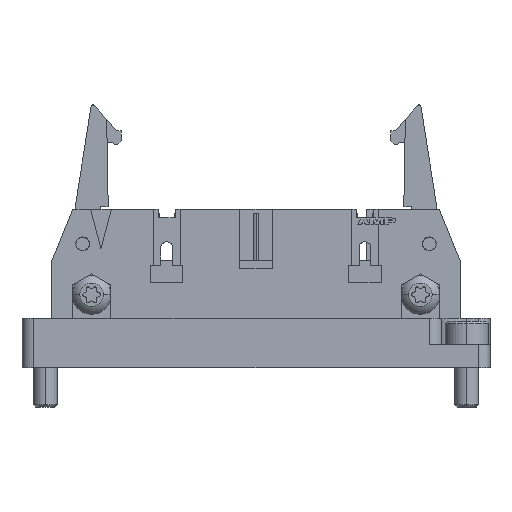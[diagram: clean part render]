
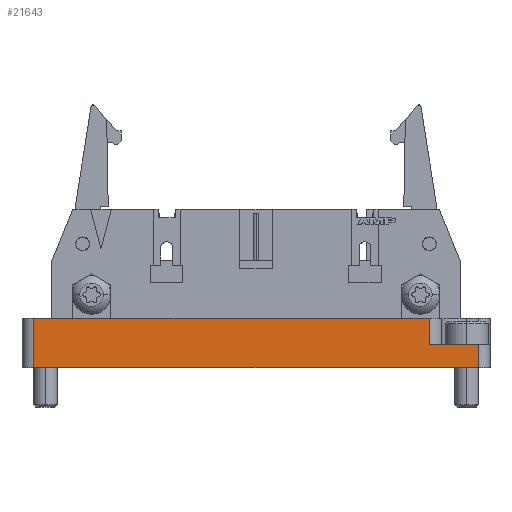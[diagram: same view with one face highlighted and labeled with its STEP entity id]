
A CAD part, left-side view. The second image highlights one B-rep face of the part: STEP entity #21643.
In plain terms, the highlighted face is planar.
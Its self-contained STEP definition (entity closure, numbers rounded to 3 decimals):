
#6 = CARTESIAN_POINT ( 'NONE',  ( -28.5, 6.35, 14.35 ) ) ;
#221 = DIRECTION ( 'NONE',  ( 0., 0., -1. ) ) ;
#309 = EDGE_CURVE ( 'NONE', #22586, #20463, #14074, .T. ) ;
#347 = CARTESIAN_POINT ( 'NONE',  ( -30., 0., 14.35 ) ) ;
#443 = EDGE_CURVE ( 'NONE', #16462, #15684, #8854, .T. ) ;
#639 = VECTOR ( 'NONE', #4316, 1000. ) ;
#817 = ORIENTED_EDGE ( 'NONE', *, *, #2492, .T. ) ;
#2492 = EDGE_CURVE ( 'NONE', #12405, #15684, #14461, .T. ) ;
#3446 = CARTESIAN_POINT ( 'NONE',  ( -28.5, 0., 14.35 ) ) ;
#4316 = DIRECTION ( 'NONE',  ( 0., -1., 0. ) ) ;
#5051 = CARTESIAN_POINT ( 'NONE',  ( 28.5, 2.95, 14.35 ) ) ;
#5426 = VECTOR ( 'NONE', #18235, 1000. ) ;
#5941 = EDGE_CURVE ( 'NONE', #22586, #9753, #15617, .T. ) ;
#6245 = ORIENTED_EDGE ( 'NONE', *, *, #6518, .F. ) ;
#6445 = PLANE ( 'NONE',  #9277 ) ;
#6518 = EDGE_CURVE ( 'NONE', #12405, #20463, #16910, .T. ) ;
#6697 = CARTESIAN_POINT ( 'NONE',  ( 30., 0., 14.35 ) ) ;
#7667 = ORIENTED_EDGE ( 'NONE', *, *, #24140, .T. ) ;
#7830 = CARTESIAN_POINT ( 'NONE',  ( 28.5, 2.95, 14.35 ) ) ;
#8054 = CARTESIAN_POINT ( 'NONE',  ( 22.25, 2.95, 14.35 ) ) ;
#8854 = LINE ( 'NONE', #16596, #13613 ) ;
#8922 = VECTOR ( 'NONE', #19494, 1000. ) ;
#8982 = DIRECTION ( 'NONE',  ( 1., 0., 0. ) ) ;
#9155 = ORIENTED_EDGE ( 'NONE', *, *, #309, .T. ) ;
#9277 = AXIS2_PLACEMENT_3D ( 'NONE', #347, #221, #18006 ) ;
#9658 = CARTESIAN_POINT ( 'NONE',  ( -30., 6.35, 14.35 ) ) ;
#9753 = VERTEX_POINT ( 'NONE', #18774 ) ;
#12163 = CARTESIAN_POINT ( 'NONE',  ( -28.5, 0., 14.35 ) ) ;
#12405 = VERTEX_POINT ( 'NONE', #17233 ) ;
#12967 = ORIENTED_EDGE ( 'NONE', *, *, #443, .F. ) ;
#13613 = VECTOR ( 'NONE', #8982, 1000. ) ;
#14074 = LINE ( 'NONE', #12163, #639 ) ;
#14461 = LINE ( 'NONE', #5051, #17299 ) ;
#15617 = LINE ( 'NONE', #9658, #24050 ) ;
#15684 = VERTEX_POINT ( 'NONE', #7830 ) ;
#15964 = FACE_OUTER_BOUND ( 'NONE', #16748, .T. ) ;
#16462 = VERTEX_POINT ( 'NONE', #8054 ) ;
#16596 = CARTESIAN_POINT ( 'NONE',  ( 30., 2.95, 14.35 ) ) ;
#16748 = EDGE_LOOP ( 'NONE', ( #21792, #9155, #6245, #817, #12967, #7667 ) ) ;
#16854 = DIRECTION ( 'NONE',  ( 0., 1., 0. ) ) ;
#16910 = LINE ( 'NONE', #6697, #5426 ) ;
#17233 = CARTESIAN_POINT ( 'NONE',  ( 28.5, 0., 14.35 ) ) ;
#17299 = VECTOR ( 'NONE', #16854, 1000. ) ;
#18006 = DIRECTION ( 'NONE',  ( -1., 0., 0. ) ) ;
#18235 = DIRECTION ( 'NONE',  ( -1., 0., 0. ) ) ;
#18774 = CARTESIAN_POINT ( 'NONE',  ( 22.25, 6.35, 14.35 ) ) ;
#19494 = DIRECTION ( 'NONE',  ( 0., 1., 0. ) ) ;
#19879 = CARTESIAN_POINT ( 'NONE',  ( 22.25, 0., 14.35 ) ) ;
#20463 = VERTEX_POINT ( 'NONE', #3446 ) ;
#20939 = DIRECTION ( 'NONE',  ( 1., 0., 0. ) ) ;
#21397 = LINE ( 'NONE', #19879, #8922 ) ;
#21643 = ADVANCED_FACE ( 'NONE', ( #15964 ), #6445, .F. ) ;
#21792 = ORIENTED_EDGE ( 'NONE', *, *, #5941, .F. ) ;
#22586 = VERTEX_POINT ( 'NONE', #6 ) ;
#24050 = VECTOR ( 'NONE', #20939, 1000. ) ;
#24140 = EDGE_CURVE ( 'NONE', #16462, #9753, #21397, .T. ) ;
